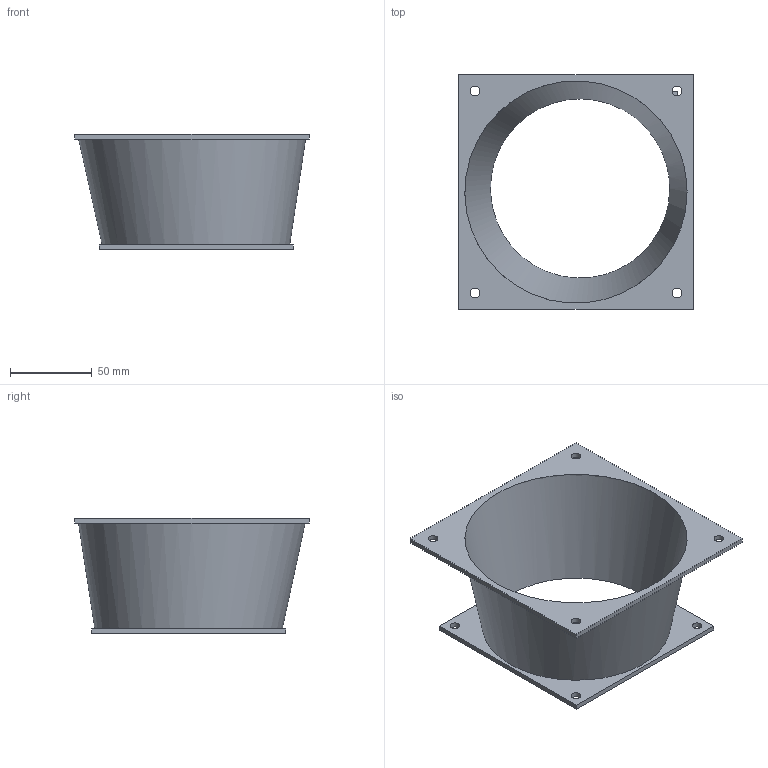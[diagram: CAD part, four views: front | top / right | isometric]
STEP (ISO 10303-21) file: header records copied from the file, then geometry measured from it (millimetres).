
FILE_DESCRIPTION(('HOOPS Exchange Step'),'2;1');
FILE_NAME('temp_export','2024-12-09T22:37:18+19:00',('tomgrant'),('Shapr3D Limited'),'HOOPS Exchange 2023.1','Shapr3D','Authorized');
FILE_SCHEMA( ('AUTOMOTIVE_DESIGN { 1 0 10303 214 1 1 1 1 }') );
Length unit declared in the file: millimetre
Products named in the file (1): root
Bounding box: 144 x 144 x 71 mm (x, y, z)
Volume: 83708.3 mm3; surface area: 79217.4 mm2
Topology: 1 solids, 1 shells, 23 faces, 67 edges, 48 vertices
Faces by surface type: plane 12, cylinder 9, bspline 2
Full cylindrical faces by diameter (mm): 6 x8, 140 x1
Entity records: 4254 total; most frequent: CARTESIAN_POINT 3568, ORIENTED_EDGE 134, DIRECTION 129, EDGE_CURVE 67, AXIS2_PLACEMENT_3D 48, VERTEX_POINT 48, EDGE_LOOP 43, FACE_BOUND 43
